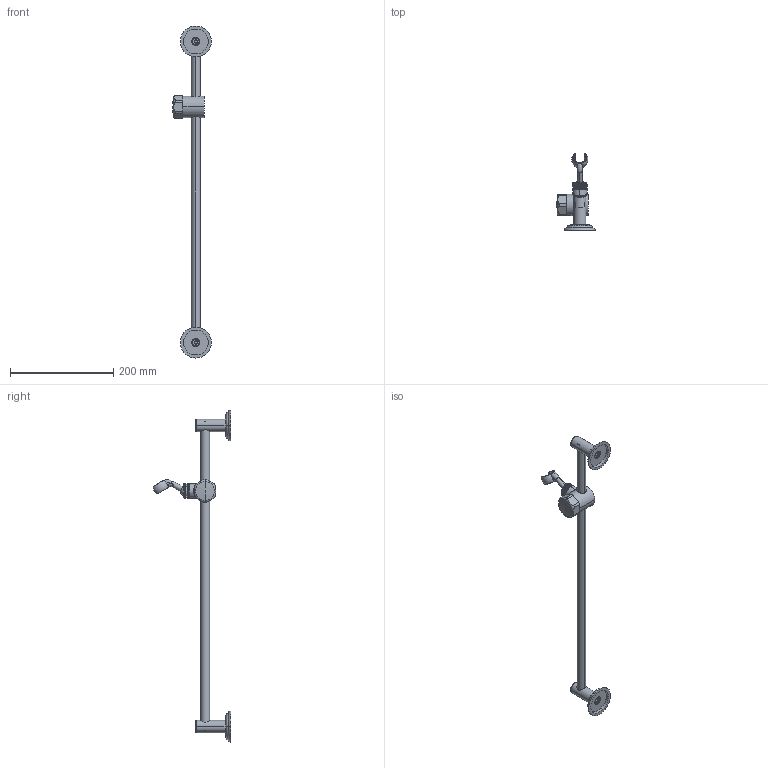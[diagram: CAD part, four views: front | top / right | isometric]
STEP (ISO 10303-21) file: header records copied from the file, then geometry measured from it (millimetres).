
FILE_DESCRIPTION((''),'2;1');
FILE_NAME('292','2010-11-16T',('project'),(''),'PRO/ENGINEER BY PARAMETRIC TECHNOLOGY CORPORATION, 2009300','PRO/ENGINEER BY PARAMETRIC TECHNOLOGY CORPORATION, 2009300','');
FILE_SCHEMA(('CONFIG_CONTROL_DESIGN'));
Length unit declared in the file: inch
Products named in the file (1): 292
Bounding box: 74.81 x 150.28 x 644.14 mm (x, y, z)
Volume: 149229.9 mm3; surface area: 128587.3 mm2
Topology: 4 solids, 7 shells, 1010 faces, 2711 edges, 1771 vertices
Faces by surface type: plane 520, cylinder 246, cone 106, bspline 66, torus 53, sphere 18, extrusion 1
Entity records: 42885 total; most frequent: CARTESIAN_POINT 18219, ORIENTED_EDGE 5414, DIRECTION 4778, EDGE_CURVE 2709, AXIS2_PLACEMENT_3D 1847, VERTEX_POINT 1771, EDGE_LOOP 1142, VECTOR 1084
